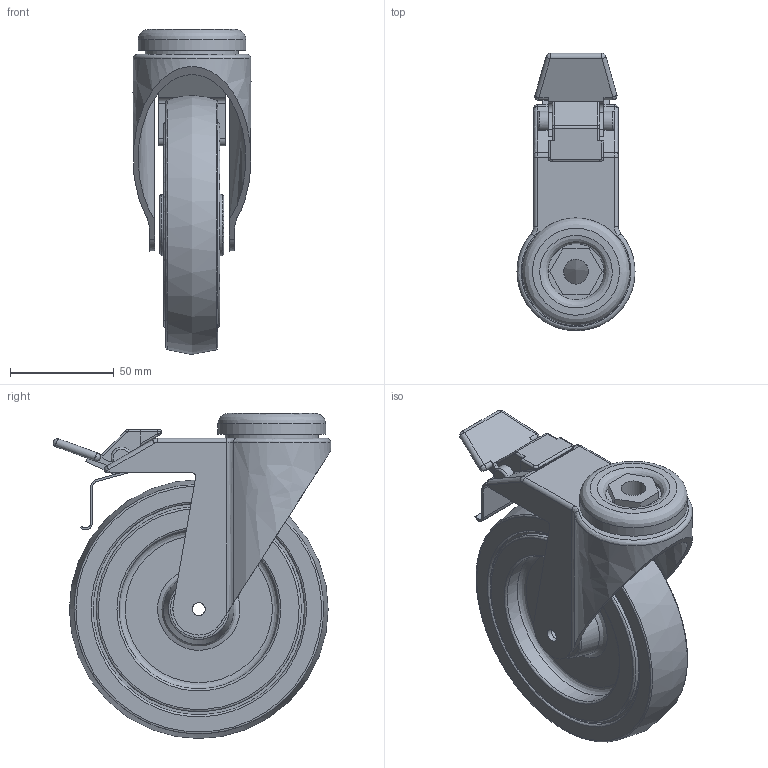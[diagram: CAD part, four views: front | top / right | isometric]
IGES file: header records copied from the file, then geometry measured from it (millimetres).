
Global section: file name: SF2312V; native system: Autodesk Inventor 2015; preprocessor: unknown; author: Boeke; date: 20160104.151459; units: millimetre
Bounding box: 57 x 134.03 x 157 mm (x, y, z)
Volume: 284718.3 mm3; surface area: 88082.6 mm2
Topology: 3 solids, 5 shells, 183 faces, 493 edges, 326 vertices
Faces by surface type: bspline 183
